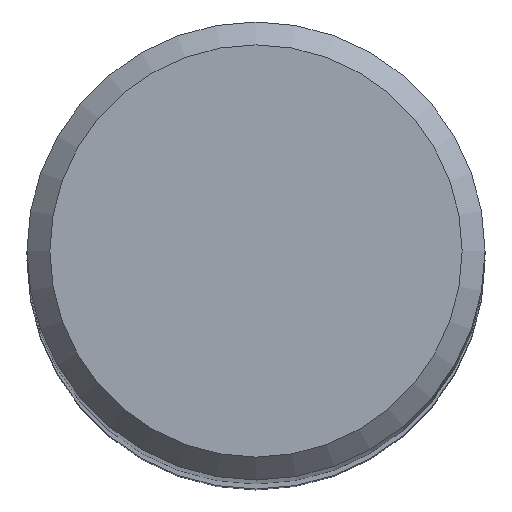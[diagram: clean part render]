
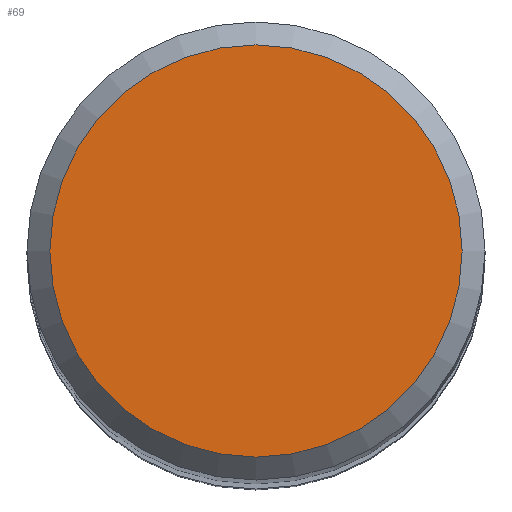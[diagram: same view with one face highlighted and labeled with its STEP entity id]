
A CAD part, top view. The second image highlights one B-rep face of the part: STEP entity #69.
In plain terms, the highlighted planar face has unit normal (0, 0, 1).
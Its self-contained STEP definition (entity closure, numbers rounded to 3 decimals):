
#12 = PLANE ( 'NONE',  #26 ) ;
#21 = DIRECTION ( 'NONE',  ( 0., 1., 0. ) ) ;
#26 = AXIS2_PLACEMENT_3D ( 'NONE', #178, #177, #27 ) ;
#27 = DIRECTION ( 'NONE',  ( 0., 1., 0. ) ) ;
#39 = EDGE_CURVE ( 'NONE', #98, #98, #108, .T. ) ;
#55 = EDGE_LOOP ( 'NONE', ( #231 ) ) ;
#69 = ADVANCED_FACE ( 'NONE', ( #196 ), #12, .F. ) ;
#74 = AXIS2_PLACEMENT_3D ( 'NONE', #130, #110, #21 ) ;
#98 = VERTEX_POINT ( 'NONE', #215 ) ;
#108 = CIRCLE ( 'NONE', #74, 4.5 ) ;
#110 = DIRECTION ( 'NONE',  ( 0., 0., -1. ) ) ;
#130 = CARTESIAN_POINT ( 'NONE',  ( 0., 0., 125. ) ) ;
#177 = DIRECTION ( 'NONE',  ( 0., 0., -1. ) ) ;
#178 = CARTESIAN_POINT ( 'NONE',  ( 0., 0., 125. ) ) ;
#196 = FACE_OUTER_BOUND ( 'NONE', #55, .T. ) ;
#215 = CARTESIAN_POINT ( 'NONE',  ( 0., 4.5, 125. ) ) ;
#231 = ORIENTED_EDGE ( 'NONE', *, *, #39, .F. ) ;
